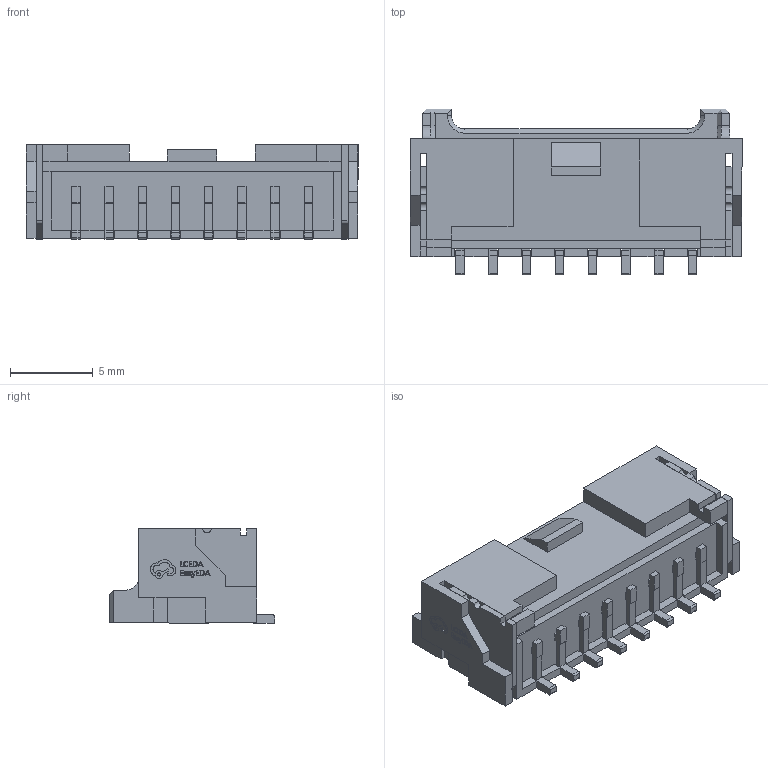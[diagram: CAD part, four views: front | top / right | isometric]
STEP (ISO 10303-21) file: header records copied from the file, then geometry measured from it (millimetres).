
FILE_DESCRIPTION (( 'STEP AP214' ), '1' );
FILE_NAME ('CONN-SMD_SM08B-PASS-TBT-LF-SN.STEP', '2023-07-01T01:59:28', ( '' ), ( '' ), 'SwSTEP 2.0', 'SolidWorks 2020', '' );
FILE_SCHEMA (( 'AUTOMOTIVE_DESIGN' ));
Length unit declared in the file: millimetre
Products named in the file (1): CONN-SMD_SM08B-PASS-TBT-LF-SN
Bounding box: 20.01 x 10 x 5.7 mm (x, y, z)
Volume: 409.1 mm3; surface area: 1177.7 mm2
Topology: 3 solids, 3 shells, 617 faces, 1657 edges, 1082 vertices
Faces by surface type: plane 485, bspline 98, cylinder 30, cone 4
Entity records: 26302 total; most frequent: CARTESIAN_POINT 4663, ORIENTED_EDGE 3314, DIRECTION 2561, EDGE_CURVE 1657, LINE 1393, VECTOR 1393, VERTEX_POINT 1082, EDGE_LOOP 653
